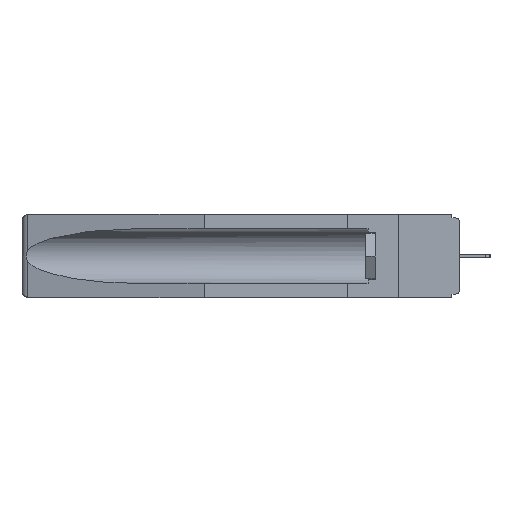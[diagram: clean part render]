
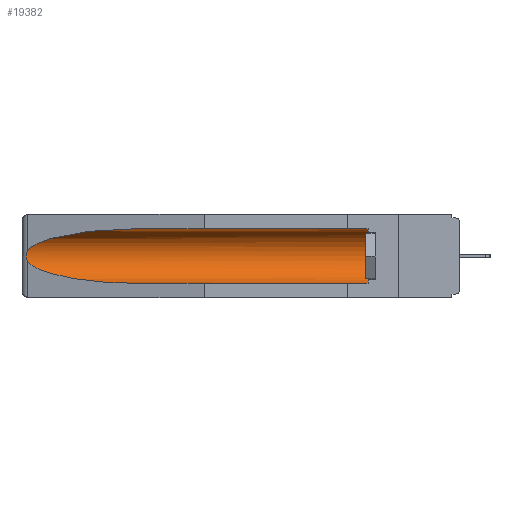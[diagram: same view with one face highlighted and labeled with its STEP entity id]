
A CAD part, left-side view. The second image highlights one B-rep face of the part: STEP entity #19382.
In plain terms, the highlighted cylindrical face has radius 2.857 mm (diameter 5.715 mm), a partial arc.
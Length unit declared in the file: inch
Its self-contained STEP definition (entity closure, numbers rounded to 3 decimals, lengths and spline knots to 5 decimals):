
#27 = VERTEX_POINT ( 'NONE', #784 ) ;
#78 =( BOUNDED_CURVE ( )  B_SPLINE_CURVE ( 3, ( #16109, #10546, #19974, #9075 ),
 .UNSPECIFIED., .F., .F. ) 
 B_SPLINE_CURVE_WITH_KNOTS ( ( 4, 4 ),
 ( 4.71239, 6.08839 ),
 .UNSPECIFIED. ) 
 CURVE ( )  GEOMETRIC_REPRESENTATION_ITEM ( )  RATIONAL_B_SPLINE_CURVE ( ( 1., 0.848, 0.848, 1. ) ) 
 REPRESENTATION_ITEM ( '' )  );
#180 = ORIENTED_EDGE ( 'NONE', *, *, #17406, .F. ) ;
#392 = CARTESIAN_POINT ( 'NONE',  ( 0.155, 1.07973, -0.284 ) ) ;
#553 = CYLINDRICAL_SURFACE ( 'NONE', #20687, 0.1125 ) ;
#566 = CARTESIAN_POINT ( 'NONE',  ( 0.26597, 1.52961, -0.15275 ) ) ;
#620 = EDGE_LOOP ( 'NONE', ( #10139, #6585, #10196, #180, #20504, #21030 ) ) ;
#784 = CARTESIAN_POINT ( 'NONE',  ( 0.155, 1.07973, -0.284 ) ) ;
#1582 = CARTESIAN_POINT ( 'NONE',  ( 0.155, 0.126, -0.284 ) ) ;
#2632 = CARTESIAN_POINT ( 'NONE',  ( 0.26597, 1.5296, -0.19026 ) ) ;
#2730 = CARTESIAN_POINT ( 'NONE',  ( 0.155, -0.30754, -0.284 ) ) ;
#3881 = DIRECTION ( 'NONE',  ( 0., 0., 1. ) ) ;
#6138 = CARTESIAN_POINT ( 'NONE',  ( 0.155, -0.30754, -0.1715 ) ) ;
#6145 = CARTESIAN_POINT ( 'NONE',  ( 0.26537, 1.52718, -0.19328 ) ) ;
#6585 = ORIENTED_EDGE ( 'NONE', *, *, #12007, .T. ) ;
#8056 = DIRECTION ( 'NONE',  ( 0., 0., 1. ) ) ;
#8539 = B_SPLINE_CURVE_WITH_KNOTS ( 'NONE', 3,
 ( #9999, #566, #10230, #22816, #17588, #17455, #22709, #13611, #2632, #6145 ),
 .UNSPECIFIED., .F., .F.,
 ( 4, 2, 2, 2, 4 ),
 ( 0., 0.00029, 0.00058, 0.00087, 0.00117 ),
 .UNSPECIFIED. ) ;
#8753 = VECTOR ( 'NONE', #15512, 39.37008 ) ;
#9075 = CARTESIAN_POINT ( 'NONE',  ( 0.26537, 1.52718, -0.14972 ) ) ;
#9413 = CARTESIAN_POINT ( 'NONE',  ( 0.155, 0.126, -0.1715 ) ) ;
#9477 = CARTESIAN_POINT ( 'NONE',  ( 0.26537, 1.52718, -0.14972 ) ) ;
#9811 = CARTESIAN_POINT ( 'NONE',  ( 0.26537, 1.52718, -0.19328 ) ) ;
#9999 = CARTESIAN_POINT ( 'NONE',  ( 0.26537, 1.52718, -0.14972 ) ) ;
#10139 = ORIENTED_EDGE ( 'NONE', *, *, #20309, .T. ) ;
#10196 = ORIENTED_EDGE ( 'NONE', *, *, #22795, .T. ) ;
#10230 = CARTESIAN_POINT ( 'NONE',  ( 0.26654, 1.53092, -0.15636 ) ) ;
#10546 = CARTESIAN_POINT ( 'NONE',  ( 0.21114, 1.30732, -0.059 ) ) ;
#11604 = LINE ( 'NONE', #19204, #16341 ) ;
#12007 = EDGE_CURVE ( 'NONE', #20094, #22813, #8539, .T. ) ;
#12123 = CIRCLE ( 'NONE', #19064, 0.1125 ) ;
#13093 = EDGE_CURVE ( 'NONE', #18165, #17983, #12123, .T. ) ;
#13238 = EDGE_CURVE ( 'NONE', #17983, #13898, #11604, .T. ) ;
#13611 = CARTESIAN_POINT ( 'NONE',  ( 0.26655, 1.53094, -0.18657 ) ) ;
#13640 = DIRECTION ( 'NONE',  ( 0., 1., 0. ) ) ;
#13722 = DIRECTION ( 'NONE',  ( 0., 1., 0. ) ) ;
#13805 = CARTESIAN_POINT ( 'NONE',  ( 0.25451, 1.48313, -0.24835 ) ) ;
#13898 = VERTEX_POINT ( 'NONE', #14460 ) ;
#14460 = CARTESIAN_POINT ( 'NONE',  ( 0.155, 1.07973, -0.059 ) ) ;
#15512 = DIRECTION ( 'NONE',  ( 0., 1., 0. ) ) ;
#16109 = CARTESIAN_POINT ( 'NONE',  ( 0.155, 1.07973, -0.059 ) ) ;
#16341 = VECTOR ( 'NONE', #13640, 39.37008 ) ;
#16946 = CARTESIAN_POINT ( 'NONE',  ( 0.21114, 1.30732, -0.284 ) ) ;
#17406 = EDGE_CURVE ( 'NONE', #18165, #27, #17444, .T. ) ;
#17444 = LINE ( 'NONE', #2730, #8753 ) ;
#17455 = CARTESIAN_POINT ( 'NONE',  ( 0.2675, 1.53308, -0.17534 ) ) ;
#17494 = DIRECTION ( 'NONE',  ( 0., -1., 0. ) ) ;
#17588 = CARTESIAN_POINT ( 'NONE',  ( 0.2675, 1.53308, -0.16763 ) ) ;
#17983 = VERTEX_POINT ( 'NONE', #22303 ) ;
#18165 = VERTEX_POINT ( 'NONE', #1582 ) ;
#18343 =( BOUNDED_CURVE ( )  B_SPLINE_CURVE ( 3, ( #9811, #13805, #16946, #392 ),
 .UNSPECIFIED., .F., .F. ) 
 B_SPLINE_CURVE_WITH_KNOTS ( ( 4, 4 ),
 ( 0.1948, 1.5708 ),
 .UNSPECIFIED. ) 
 CURVE ( )  GEOMETRIC_REPRESENTATION_ITEM ( )  RATIONAL_B_SPLINE_CURVE ( ( 1., 0.848, 0.848, 1. ) ) 
 REPRESENTATION_ITEM ( '' )  );
#19064 = AXIS2_PLACEMENT_3D ( 'NONE', #9413, #17494, #3881 ) ;
#19204 = CARTESIAN_POINT ( 'NONE',  ( 0.155, -0.30754, -0.059 ) ) ;
#19382 = ADVANCED_FACE ( 'NONE', ( #22917 ), #553, .F. ) ;
#19974 = CARTESIAN_POINT ( 'NONE',  ( 0.25451, 1.48313, -0.09465 ) ) ;
#20094 = VERTEX_POINT ( 'NONE', #9477 ) ;
#20309 = EDGE_CURVE ( 'NONE', #13898, #20094, #78, .T. ) ;
#20504 = ORIENTED_EDGE ( 'NONE', *, *, #13093, .T. ) ;
#20687 = AXIS2_PLACEMENT_3D ( 'NONE', #6138, #13722, #8056 ) ;
#20811 = CARTESIAN_POINT ( 'NONE',  ( 0.26537, 1.52718, -0.19328 ) ) ;
#21030 = ORIENTED_EDGE ( 'NONE', *, *, #13238, .T. ) ;
#22303 = CARTESIAN_POINT ( 'NONE',  ( 0.155, 0.126, -0.059 ) ) ;
#22709 = CARTESIAN_POINT ( 'NONE',  ( 0.2673, 1.53269, -0.17917 ) ) ;
#22795 = EDGE_CURVE ( 'NONE', #22813, #27, #18343, .T. ) ;
#22813 = VERTEX_POINT ( 'NONE', #20811 ) ;
#22816 = CARTESIAN_POINT ( 'NONE',  ( 0.2673, 1.5327, -0.16383 ) ) ;
#22917 = FACE_OUTER_BOUND ( 'NONE', #620, .T. ) ;
